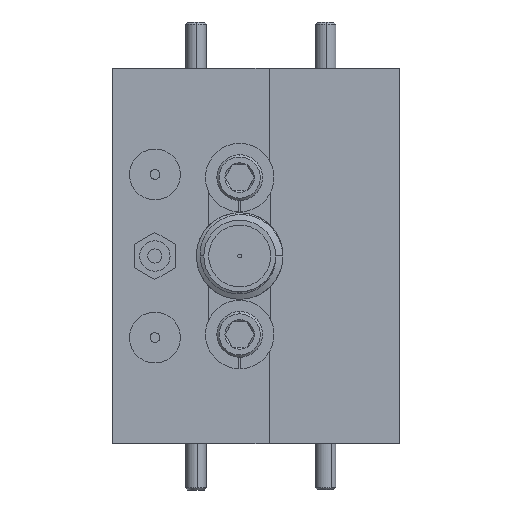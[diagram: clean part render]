
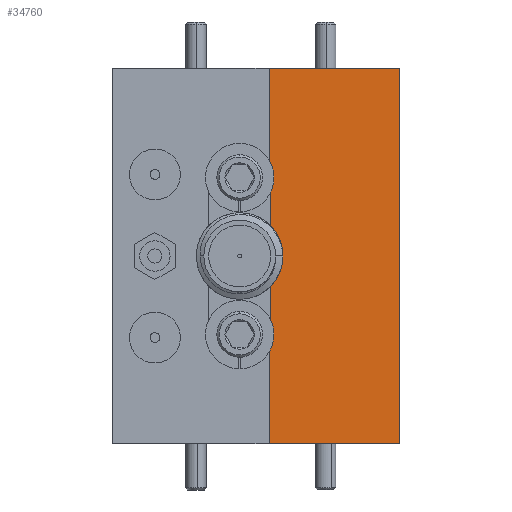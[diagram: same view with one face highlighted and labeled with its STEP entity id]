
A CAD part, left-side view. The second image highlights one B-rep face of the part: STEP entity #34760.
In plain terms, the highlighted planar face has unit normal (-1, 0, 0).
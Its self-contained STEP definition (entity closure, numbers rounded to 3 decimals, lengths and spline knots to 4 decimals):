
#241 = LINE ( 'NONE', #38935, #20925 ) ;
#506 = CARTESIAN_POINT ( 'NONE',  ( -0.575, 0., 0. ) ) ;
#1822 = VECTOR ( 'NONE', #33176, 39.3701 ) ;
#1972 = EDGE_CURVE ( 'NONE', #27118, #19501, #241, .T. ) ;
#8239 = CARTESIAN_POINT ( 'NONE',  ( -0.575, 0., 0.575 ) ) ;
#9651 = DIRECTION ( 'NONE',  ( 0., 0., -1. ) ) ;
#9664 = VECTOR ( 'NONE', #29505, 39.3701 ) ;
#10105 = FACE_OUTER_BOUND ( 'NONE', #39281, .T. ) ;
#11107 = DIRECTION ( 'NONE',  ( 0., 0., -1. ) ) ;
#11699 = EDGE_CURVE ( 'NONE', #28633, #41791, #24463, .T. ) ;
#13984 = ORIENTED_EDGE ( 'NONE', *, *, #11699, .F. ) ;
#15301 = VECTOR ( 'NONE', #46733, 39.3701 ) ;
#15690 = CARTESIAN_POINT ( 'NONE',  ( -0.575, -0.4, -0.575 ) ) ;
#19501 = VERTEX_POINT ( 'NONE', #15690 ) ;
#20925 = VECTOR ( 'NONE', #11107, 39.3701 ) ;
#21818 = CARTESIAN_POINT ( 'NONE',  ( -0.575, 0., 0.575 ) ) ;
#21948 = DIRECTION ( 'NONE',  ( 1., 0., 0. ) ) ;
#24463 = LINE ( 'NONE', #506, #15301 ) ;
#25257 = CARTESIAN_POINT ( 'NONE',  ( -0.575, -0.4, 0.575 ) ) ;
#25561 = PLANE ( 'NONE',  #35619 ) ;
#27118 = VERTEX_POINT ( 'NONE', #25257 ) ;
#27819 = ORIENTED_EDGE ( 'NONE', *, *, #32281, .T. ) ;
#28633 = VERTEX_POINT ( 'NONE', #37936 ) ;
#29505 = DIRECTION ( 'NONE',  ( 0., 1., 0. ) ) ;
#32281 = EDGE_CURVE ( 'NONE', #27118, #41791, #35938, .T. ) ;
#33176 = DIRECTION ( 'NONE',  ( 0., 1., 0. ) ) ;
#34760 = ADVANCED_FACE ( 'NONE', ( #10105 ), #25561, .F. ) ;
#35619 = AXIS2_PLACEMENT_3D ( 'NONE', #45320, #21948, #9651 ) ;
#35938 = LINE ( 'NONE', #21818, #9664 ) ;
#36815 = ORIENTED_EDGE ( 'NONE', *, *, #44943, .F. ) ;
#37184 = ORIENTED_EDGE ( 'NONE', *, *, #1972, .F. ) ;
#37936 = CARTESIAN_POINT ( 'NONE',  ( -0.575, 0., -0.575 ) ) ;
#38935 = CARTESIAN_POINT ( 'NONE',  ( -0.575, -0.4, 0.575 ) ) ;
#39281 = EDGE_LOOP ( 'NONE', ( #27819, #13984, #36815, #37184 ) ) ;
#41791 = VERTEX_POINT ( 'NONE', #8239 ) ;
#43353 = LINE ( 'NONE', #48704, #1822 ) ;
#44943 = EDGE_CURVE ( 'NONE', #19501, #28633, #43353, .T. ) ;
#45320 = CARTESIAN_POINT ( 'NONE',  ( -0.575, 0., 0.575 ) ) ;
#46733 = DIRECTION ( 'NONE',  ( 0., 0., 1. ) ) ;
#48704 = CARTESIAN_POINT ( 'NONE',  ( -0.575, 0., -0.575 ) ) ;
